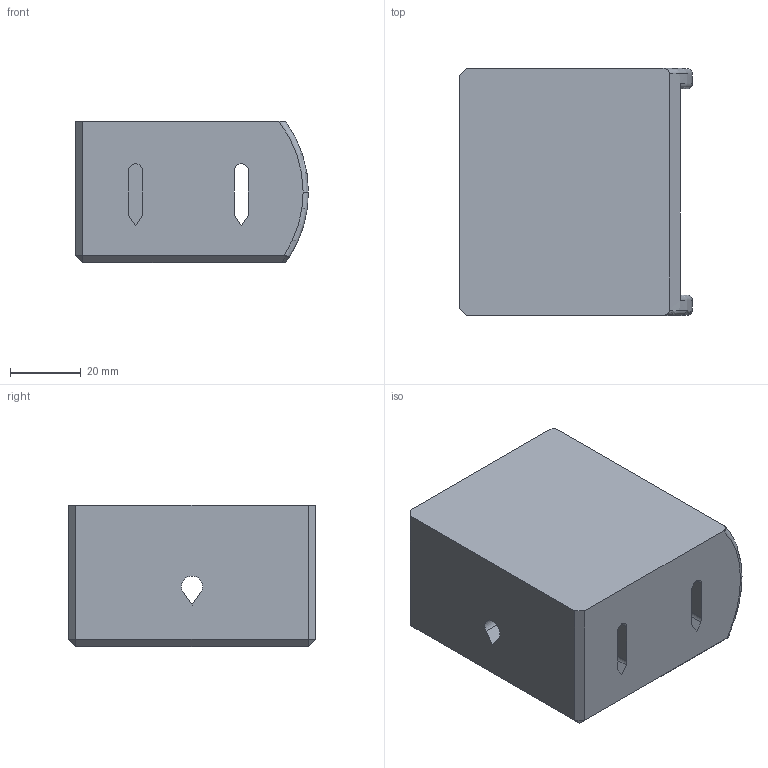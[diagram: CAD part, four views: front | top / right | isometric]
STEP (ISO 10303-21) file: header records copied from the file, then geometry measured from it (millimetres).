
FILE_DESCRIPTION(('FreeCAD Model'),'2;1');
FILE_NAME('PlatformHold.step','2015-08-14T12:29:02',('Author'),(''), 'Open CASCADE STEP processor 6.8','FreeCAD','Unknown');
FILE_SCHEMA(('AUTOMOTIVE_DESIGN_CC2 { 1 2 10303 214 -1 1 5 4 }'));
Length unit declared in the file: millimetre
Products named in the file (2): ASSEMBLY; PlatformHold
Assembly tree (1 placements, depth 2):
  ASSEMBLY
    PlatformHold
Bounding box: 66 x 70 x 40 mm (x, y, z)
Volume: 68560.6 mm3; surface area: 25194.2 mm2
Topology: 1 solids, 1 shells, 68 faces, 192 edges, 126 vertices
Faces by surface type: plane 44, cylinder 14, torus 8, bspline 2
Entity records: 11160 total; most frequent: CARTESIAN_POINT 7480, DIRECTION 624, ORIENTED_EDGE 384, PCURVE 384, DEFINITIONAL_REPRESENTATION 384, LINE 379, VECTOR 379, EDGE_CURVE 192
